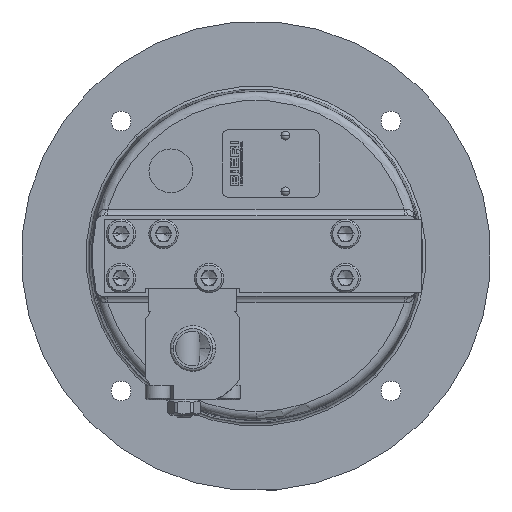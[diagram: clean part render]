
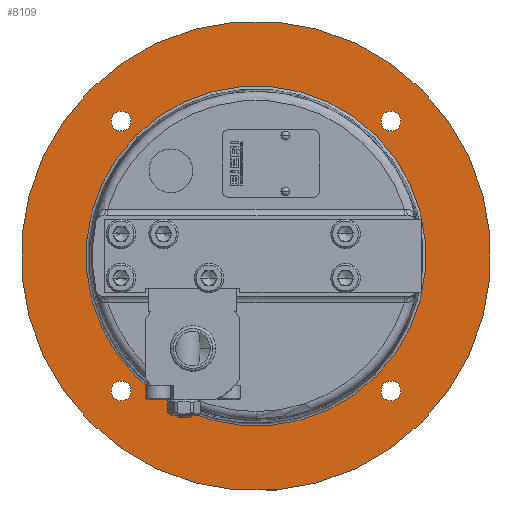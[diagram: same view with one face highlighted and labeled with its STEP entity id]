
A CAD part, left-side view. The second image highlights one B-rep face of the part: STEP entity #8109.
In plain terms, the highlighted planar face has unit normal (-1, 0, 0).
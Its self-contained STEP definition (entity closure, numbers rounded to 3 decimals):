
#91 = DIRECTION ( 'NONE',  ( 1., 0., 0. ) ) ;
#415 = ORIENTED_EDGE ( 'NONE', *, *, #24285, .F. ) ;
#441 = CARTESIAN_POINT ( 'NONE',  ( 40., -40.948, -40.948 ) ) ;
#1117 = EDGE_CURVE ( 'NONE', #4791, #12938, #3147, .T. ) ;
#1993 = CARTESIAN_POINT ( 'NONE',  ( 40., 40.948, 40.948 ) ) ;
#2225 = VERTEX_POINT ( 'NONE', #1993 ) ;
#2228 = EDGE_LOOP ( 'NONE', ( #11432, #11768 ) ) ;
#2560 = AXIS2_PLACEMENT_3D ( 'NONE', #11113, #30379, #11574 ) ;
#2666 = CIRCLE ( 'NONE', #3183, 3.4 ) ;
#3058 = AXIS2_PLACEMENT_3D ( 'NONE', #11537, #9832, #19317 ) ;
#3147 = CIRCLE ( 'NONE', #13604, 3.4 ) ;
#3183 = AXIS2_PLACEMENT_3D ( 'NONE', #3350, #17225, #14876 ) ;
#3272 = DIRECTION ( 'NONE',  ( 0., 0.707, 0.707 ) ) ;
#3350 = CARTESIAN_POINT ( 'NONE',  ( 40., -45.962, -45.962 ) ) ;
#3413 = ORIENTED_EDGE ( 'NONE', *, *, #23719, .T. ) ;
#3460 = CIRCLE ( 'NONE', #16366, 57.909 ) ;
#3767 = CARTESIAN_POINT ( 'NONE',  ( 40., 45.962, 45.962 ) ) ;
#4791 = VERTEX_POINT ( 'NONE', #15124 ) ;
#4843 = DIRECTION ( 'NONE',  ( 0., 0.707, 0.707 ) ) ;
#5458 = CARTESIAN_POINT ( 'NONE',  ( 40., 48.366, -43.558 ) ) ;
#6156 = CIRCLE ( 'NONE', #18571, 3.4 ) ;
#6817 = DIRECTION ( 'NONE',  ( 0., 0.707, 0.707 ) ) ;
#6845 = FACE_BOUND ( 'NONE', #30106, .T. ) ;
#7172 = CARTESIAN_POINT ( 'NONE',  ( 40., 45.962, 45.962 ) ) ;
#7175 = DIRECTION ( 'NONE',  ( 1., 0., 0. ) ) ;
#7404 = CARTESIAN_POINT ( 'NONE',  ( 40., -45.962, -45.962 ) ) ;
#7476 = ORIENTED_EDGE ( 'NONE', *, *, #9540, .T. ) ;
#7555 = DIRECTION ( 'NONE',  ( 0., 0.707, 0.707 ) ) ;
#7627 = CIRCLE ( 'NONE', #25018, 57.909 ) ;
#8109 = ADVANCED_FACE ( 'NONE', ( #25968, #9474, #30638, #6845, #30482, #23799 ), #9180, .F. ) ;
#8606 = CARTESIAN_POINT ( 'NONE',  ( 40., 0., 0. ) ) ;
#8678 = AXIS2_PLACEMENT_3D ( 'NONE', #22088, #7175, #3272 ) ;
#9118 = DIRECTION ( 'NONE',  ( 1., 0., 0. ) ) ;
#9180 = PLANE ( 'NONE',  #27620 ) ;
#9405 = CARTESIAN_POINT ( 'NONE',  ( 40., 48.366, 48.366 ) ) ;
#9474 = FACE_BOUND ( 'NONE', #15959, .T. ) ;
#9540 = EDGE_CURVE ( 'NONE', #10403, #24849, #27936, .T. ) ;
#9812 = CARTESIAN_POINT ( 'NONE',  ( 40., 56.569, 56.569 ) ) ;
#9832 = DIRECTION ( 'NONE',  ( 1., 0., 0. ) ) ;
#10403 = VERTEX_POINT ( 'NONE', #5458 ) ;
#10449 = CARTESIAN_POINT ( 'NONE',  ( 40., -56.569, -56.569 ) ) ;
#10907 = DIRECTION ( 'NONE',  ( 0., 0.707, 0.707 ) ) ;
#11059 = VERTEX_POINT ( 'NONE', #26694 ) ;
#11113 = CARTESIAN_POINT ( 'NONE',  ( 40., 0., 0. ) ) ;
#11241 = DIRECTION ( 'NONE',  ( 1., 0., 0. ) ) ;
#11432 = ORIENTED_EDGE ( 'NONE', *, *, #18739, .T. ) ;
#11488 = DIRECTION ( 'NONE',  ( 0., 0.707, 0.707 ) ) ;
#11537 = CARTESIAN_POINT ( 'NONE',  ( 40., 0., 0. ) ) ;
#11574 = DIRECTION ( 'NONE',  ( 0., 0.707, 0.707 ) ) ;
#11597 = VERTEX_POINT ( 'NONE', #9405 ) ;
#11768 = ORIENTED_EDGE ( 'NONE', *, *, #20300, .T. ) ;
#12023 = CIRCLE ( 'NONE', #2560, 80. ) ;
#12938 = VERTEX_POINT ( 'NONE', #30449 ) ;
#13155 = DIRECTION ( 'NONE',  ( 1., 0., 0. ) ) ;
#13245 = EDGE_CURVE ( 'NONE', #2225, #27385, #3460, .T. ) ;
#13604 = AXIS2_PLACEMENT_3D ( 'NONE', #16496, #26266, #11488 ) ;
#13862 = DIRECTION ( 'NONE',  ( 1., 0., 0. ) ) ;
#14088 = ORIENTED_EDGE ( 'NONE', *, *, #25841, .T. ) ;
#14356 = ORIENTED_EDGE ( 'NONE', *, *, #15370, .F. ) ;
#14876 = DIRECTION ( 'NONE',  ( 0., 0.707, 0.707 ) ) ;
#15124 = CARTESIAN_POINT ( 'NONE',  ( 40., -43.558, 48.366 ) ) ;
#15370 = EDGE_CURVE ( 'NONE', #16491, #27456, #25891, .T. ) ;
#15959 = EDGE_LOOP ( 'NONE', ( #7476, #29782 ) ) ;
#16366 = AXIS2_PLACEMENT_3D ( 'NONE', #8606, #13155, #30083 ) ;
#16369 = CARTESIAN_POINT ( 'NONE',  ( 40., -57.983, 57.983 ) ) ;
#16491 = VERTEX_POINT ( 'NONE', #10449 ) ;
#16496 = CARTESIAN_POINT ( 'NONE',  ( 40., -45.962, 45.962 ) ) ;
#17225 = DIRECTION ( 'NONE',  ( 1., 0., 0. ) ) ;
#17487 = ORIENTED_EDGE ( 'NONE', *, *, #1117, .T. ) ;
#18571 = AXIS2_PLACEMENT_3D ( 'NONE', #7172, #26153, #4843 ) ;
#18629 = DIRECTION ( 'NONE',  ( 0., 0.707, 0.707 ) ) ;
#18739 = EDGE_CURVE ( 'NONE', #11059, #25863, #2666, .T. ) ;
#19045 = EDGE_CURVE ( 'NONE', #12938, #4791, #20116, .T. ) ;
#19317 = DIRECTION ( 'NONE',  ( 0., 0.707, 0.707 ) ) ;
#19393 = DIRECTION ( 'NONE',  ( 1., 0., 0. ) ) ;
#19639 = ORIENTED_EDGE ( 'NONE', *, *, #19045, .T. ) ;
#19900 = EDGE_CURVE ( 'NONE', #24849, #10403, #24576, .T. ) ;
#20116 = CIRCLE ( 'NONE', #29005, 3.4 ) ;
#20300 = EDGE_CURVE ( 'NONE', #25863, #11059, #30547, .T. ) ;
#20951 = CARTESIAN_POINT ( 'NONE',  ( 40., -45.962, 45.962 ) ) ;
#22014 = AXIS2_PLACEMENT_3D ( 'NONE', #28130, #91, #6817 ) ;
#22088 = CARTESIAN_POINT ( 'NONE',  ( 40., 45.962, -45.962 ) ) ;
#22916 = CARTESIAN_POINT ( 'NONE',  ( 40., -48.366, -48.366 ) ) ;
#23363 = CARTESIAN_POINT ( 'NONE',  ( 40., 0., 0. ) ) ;
#23660 = DIRECTION ( 'NONE',  ( 0., 0.707, 0.707 ) ) ;
#23719 = EDGE_CURVE ( 'NONE', #11597, #29100, #6156, .T. ) ;
#23799 = FACE_OUTER_BOUND ( 'NONE', #27643, .T. ) ;
#24285 = EDGE_CURVE ( 'NONE', #27456, #16491, #12023, .T. ) ;
#24576 = CIRCLE ( 'NONE', #8678, 3.4 ) ;
#24849 = VERTEX_POINT ( 'NONE', #28653 ) ;
#24901 = EDGE_LOOP ( 'NONE', ( #29632, #14088 ) ) ;
#25018 = AXIS2_PLACEMENT_3D ( 'NONE', #23363, #11241, #27861 ) ;
#25841 = EDGE_CURVE ( 'NONE', #27385, #2225, #7627, .T. ) ;
#25863 = VERTEX_POINT ( 'NONE', #22916 ) ;
#25891 = CIRCLE ( 'NONE', #3058, 80. ) ;
#25968 = FACE_BOUND ( 'NONE', #26720, .T. ) ;
#26153 = DIRECTION ( 'NONE',  ( 1., 0., 0. ) ) ;
#26266 = DIRECTION ( 'NONE',  ( 1., 0., 0. ) ) ;
#26694 = CARTESIAN_POINT ( 'NONE',  ( 40., -43.558, -43.558 ) ) ;
#26720 = EDGE_LOOP ( 'NONE', ( #3413, #30170 ) ) ;
#27385 = VERTEX_POINT ( 'NONE', #441 ) ;
#27456 = VERTEX_POINT ( 'NONE', #9812 ) ;
#27584 = AXIS2_PLACEMENT_3D ( 'NONE', #7404, #19393, #7555 ) ;
#27620 = AXIS2_PLACEMENT_3D ( 'NONE', #16369, #28623, #23660 ) ;
#27643 = EDGE_LOOP ( 'NONE', ( #14356, #415 ) ) ;
#27861 = DIRECTION ( 'NONE',  ( 0., 0.707, 0.707 ) ) ;
#27936 = CIRCLE ( 'NONE', #22014, 3.4 ) ;
#28130 = CARTESIAN_POINT ( 'NONE',  ( 40., 45.962, -45.962 ) ) ;
#28623 = DIRECTION ( 'NONE',  ( 1., 0., 0. ) ) ;
#28653 = CARTESIAN_POINT ( 'NONE',  ( 40., 43.558, -48.366 ) ) ;
#28657 = CIRCLE ( 'NONE', #30137, 3.4 ) ;
#29005 = AXIS2_PLACEMENT_3D ( 'NONE', #20951, #9118, #18629 ) ;
#29100 = VERTEX_POINT ( 'NONE', #30125 ) ;
#29632 = ORIENTED_EDGE ( 'NONE', *, *, #13245, .T. ) ;
#29782 = ORIENTED_EDGE ( 'NONE', *, *, #19900, .T. ) ;
#29997 = EDGE_CURVE ( 'NONE', #29100, #11597, #28657, .T. ) ;
#30083 = DIRECTION ( 'NONE',  ( 0., 0.707, 0.707 ) ) ;
#30106 = EDGE_LOOP ( 'NONE', ( #17487, #19639 ) ) ;
#30125 = CARTESIAN_POINT ( 'NONE',  ( 40., 43.558, 43.558 ) ) ;
#30137 = AXIS2_PLACEMENT_3D ( 'NONE', #3767, #13862, #10907 ) ;
#30170 = ORIENTED_EDGE ( 'NONE', *, *, #29997, .T. ) ;
#30379 = DIRECTION ( 'NONE',  ( 1., 0., 0. ) ) ;
#30449 = CARTESIAN_POINT ( 'NONE',  ( 40., -48.366, 43.558 ) ) ;
#30482 = FACE_BOUND ( 'NONE', #24901, .T. ) ;
#30547 = CIRCLE ( 'NONE', #27584, 3.4 ) ;
#30638 = FACE_BOUND ( 'NONE', #2228, .T. ) ;
